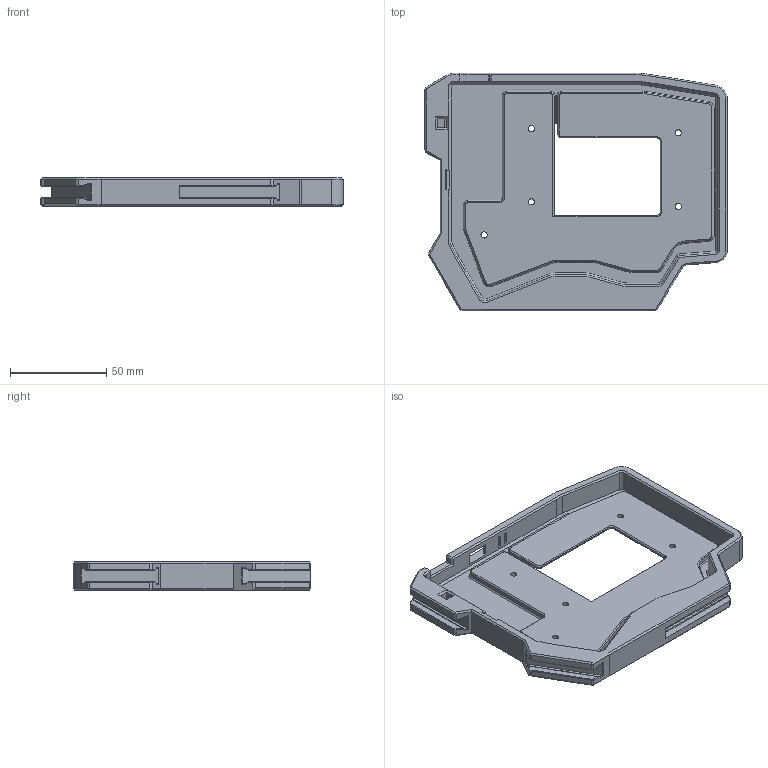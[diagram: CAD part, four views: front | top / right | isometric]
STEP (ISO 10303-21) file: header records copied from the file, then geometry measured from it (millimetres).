
FILE_DESCRIPTION(/* description */ ('STEP AP242','CAx-IF Rec.Pracs.---Representation and Presentation of Product Manufacturing Information (PMI)---4.0---2014-10-13','CAx-IF Rec.Pracs.---3D Tessellated Geometry---0.4---2014-09-14','2;1'),/* implementation_level */ '2;1');
FILE_NAME(/* name */ '669eafea24d7b648bc7ee84b',/* time_stamp */ '2024-07-22T19:15:56Z',/* author */ (''),/* organization */ (''),/* preprocessor_version */ 'ST-DEVELOPER v20',/* originating_system */ ' ',/* authorisation */ ' ');
FILE_SCHEMA (('AP242_MANAGED_MODEL_BASED_3D_ENGINEERING_MIM_LF { 1 0 10303 442 1 1 4 }'));
Length unit declared in the file: metre
Products named in the file (1): Case
Bounding box: 157.19 x 123.32 x 15 mm (x, y, z)
Volume: 100589.3 mm3; surface area: 48915.4 mm2
Topology: 1 solids, 1 shells, 493 faces, 1218 edges, 736 vertices
Faces by surface type: plane 364, cone 66, cylinder 62, bspline 1
Full cylindrical faces by diameter (mm): 3.2 x5, 4 x5, 5 x5
Entity records: 14156 total; most frequent: CARTESIAN_POINT 2473, ORIENTED_EDGE 2402, DIRECTION 2378, EDGE_CURVE 1201, LINE 984, VECTOR 984, VERTEX_POINT 734, AXIS2_PLACEMENT_3D 697
